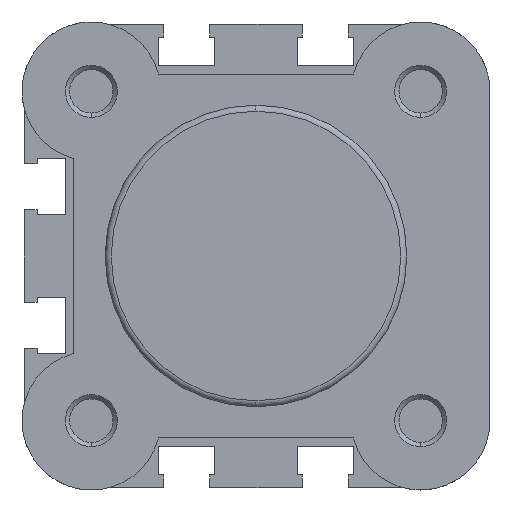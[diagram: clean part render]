
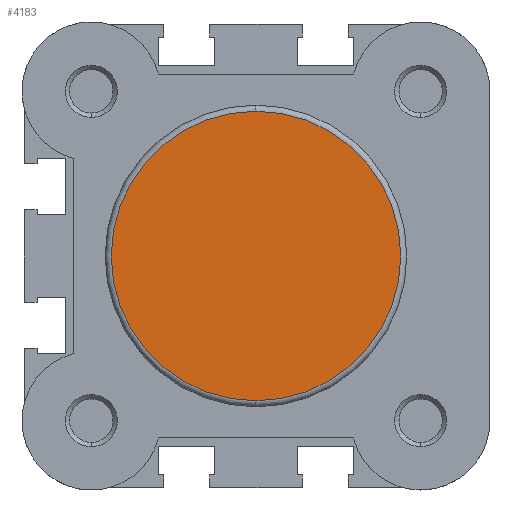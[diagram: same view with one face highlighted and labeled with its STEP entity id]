
A CAD part, left-side view. The second image highlights one B-rep face of the part: STEP entity #4183.
In plain terms, the highlighted planar face has unit normal (-1, 0, 0).
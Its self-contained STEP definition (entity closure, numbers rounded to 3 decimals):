
#408 = CARTESIAN_POINT ( 'NONE',  ( 0., 0., 0. ) ) ;
#409 = DIRECTION ( 'NONE',  ( -1., 0., 0. ) ) ;
#410 = DIRECTION ( 'NONE',  ( 0., 0., 1. ) ) ;
#561 = CARTESIAN_POINT ( 'NONE',  ( 0., 0., 0. ) ) ;
#569 = DIRECTION ( 'NONE',  ( -1., 0., 0. ) ) ;
#570 = DIRECTION ( 'NONE',  ( 0., 0., 1. ) ) ;
#1254 = CARTESIAN_POINT ( 'NONE',  ( 0., -17.4, 0. ) ) ;
#1255 = PLANE ( 'NONE',  #2838 ) ;
#1257 = DIRECTION ( 'NONE',  ( -1., 0., 0. ) ) ;
#1258 = DIRECTION ( 'NONE',  ( 0., 0., 1. ) ) ;
#1843 = CARTESIAN_POINT ( 'NONE',  ( 0., 0., 16.7 ) ) ;
#1855 = CARTESIAN_POINT ( 'NONE',  ( 0., 0., -16.7 ) ) ;
#2458 = EDGE_CURVE ( 'NONE', #5852, #5864, #3230, .T. ) ;
#2521 = EDGE_CURVE ( 'NONE', #5864, #5852, #3321, .T. ) ;
#2604 = AXIS2_PLACEMENT_3D ( 'NONE', #408, #409, #410 ) ;
#2637 = AXIS2_PLACEMENT_3D ( 'NONE', #561, #569, #570 ) ;
#2838 = AXIS2_PLACEMENT_3D ( 'NONE', #1254, #1257, #1258 ) ;
#3230 = CIRCLE ( 'NONE', #2604, 16.7 ) ;
#3321 = CIRCLE ( 'NONE', #2637, 16.7 ) ;
#3676 = FACE_OUTER_BOUND ( 'NONE', #4271, .T. ) ;
#4183 = ADVANCED_FACE ( 'NONE', ( #3676 ), #1255, .T. ) ;
#4271 = EDGE_LOOP ( 'NONE', ( #5135, #5134 ) ) ;
#5134 = ORIENTED_EDGE ( 'NONE', *, *, #2521, .T. ) ;
#5135 = ORIENTED_EDGE ( 'NONE', *, *, #2458, .T. ) ;
#5852 = VERTEX_POINT ( 'NONE', #1843 ) ;
#5864 = VERTEX_POINT ( 'NONE', #1855 ) ;
